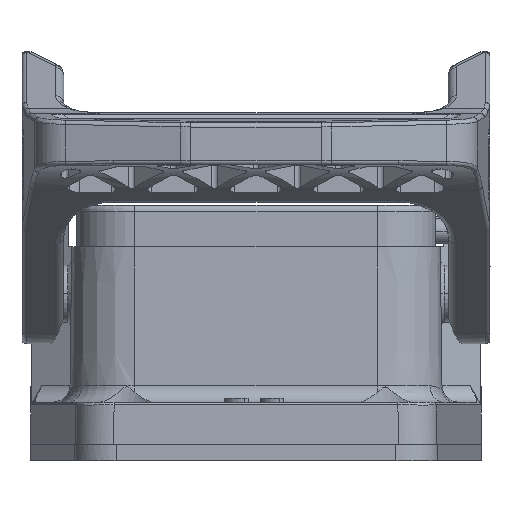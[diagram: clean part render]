
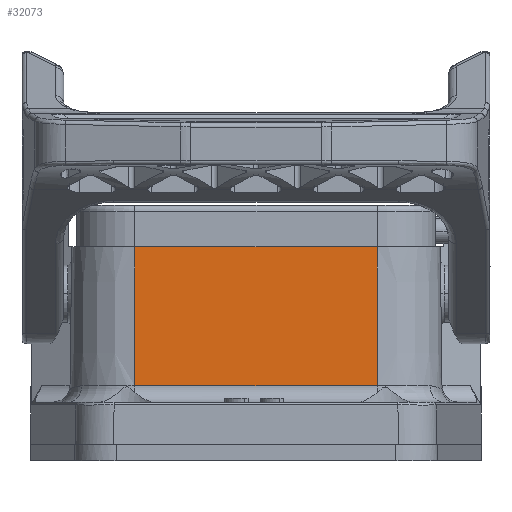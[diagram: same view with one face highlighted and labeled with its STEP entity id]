
A CAD part, front view. The second image highlights one B-rep face of the part: STEP entity #32073.
In plain terms, the highlighted planar face has unit normal (0, -1, 0.012).
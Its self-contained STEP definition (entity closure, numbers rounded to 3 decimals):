
#32053=AXIS2_PLACEMENT_3D('Plane Axis2P3D',#32050,#32051,#32052) ;
#31115=CARTESIAN_POINT('Vertex',(13.5,16.951,25.6)) ;
#31118=CARTESIAN_POINT('Line Origine',(28.,16.951,25.6)) ;
#31122=CARTESIAN_POINT('Vertex',(42.5,16.951,25.6)) ;
#32017=CARTESIAN_POINT('Vertex',(42.5,16.748,8.976)) ;
#32037=CARTESIAN_POINT('Line Origine',(42.5,-30521.828,-2499483.133)) ;
#32050=CARTESIAN_POINT('Axis2P3D Location',(3.4,17.,29.6)) ;
#32055=CARTESIAN_POINT('Line Origine',(28.,16.748,8.976)) ;
#32059=CARTESIAN_POINT('Vertex',(13.5,16.748,8.976)) ;
#32062=CARTESIAN_POINT('Line Origine',(13.5,16.85,17.288)) ;
#31119=DIRECTION('Vector Direction',(1.,0.,0.)) ;
#32038=DIRECTION('Vector Direction',(0.,-0.012,-1.)) ;
#32051=DIRECTION('Axis2P3D Direction',(0.,-1.,0.012)) ;
#32052=DIRECTION('Axis2P3D XDirection',(0.,-0.012,-1.)) ;
#32056=DIRECTION('Vector Direction',(-1.,0.,0.)) ;
#32063=DIRECTION('Vector Direction',(0.,0.012,1.)) ;
#31120=VECTOR('Line Direction',#31119,1.) ;
#32039=VECTOR('Line Direction',#32038,1.) ;
#32057=VECTOR('Line Direction',#32056,1.) ;
#32064=VECTOR('Line Direction',#32063,1.) ;
#32068=ORIENTED_EDGE('',*,*,#32061,.F.) ;
#32069=ORIENTED_EDGE('',*,*,#32041,.F.) ;
#32070=ORIENTED_EDGE('',*,*,#31124,.F.) ;
#32071=ORIENTED_EDGE('',*,*,#32066,.F.) ;
#32073=ADVANCED_FACE('HDC_24B_ABU_BP.1',(#32072),#32054,.T.) ;
#31124=EDGE_CURVE('',#31116,#31123,#31121,.T.) ;
#32041=EDGE_CURVE('',#31123,#32018,#32040,.T.) ;
#32061=EDGE_CURVE('',#32018,#32060,#32058,.T.) ;
#32066=EDGE_CURVE('',#32060,#31116,#32065,.T.) ;
#32067=EDGE_LOOP('',(#32068,#32069,#32070,#32071)) ;
#32072=FACE_OUTER_BOUND('',#32067,.T.) ;
#31121=LINE('Line',#31118,#31120) ;
#32040=LINE('Line',#32037,#32039) ;
#32058=LINE('Line',#32055,#32057) ;
#32065=LINE('Line',#32062,#32064) ;
#32054=PLANE('',#32053) ;
#31116=VERTEX_POINT('',#31115) ;
#31123=VERTEX_POINT('',#31122) ;
#32018=VERTEX_POINT('',#32017) ;
#32060=VERTEX_POINT('',#32059) ;
